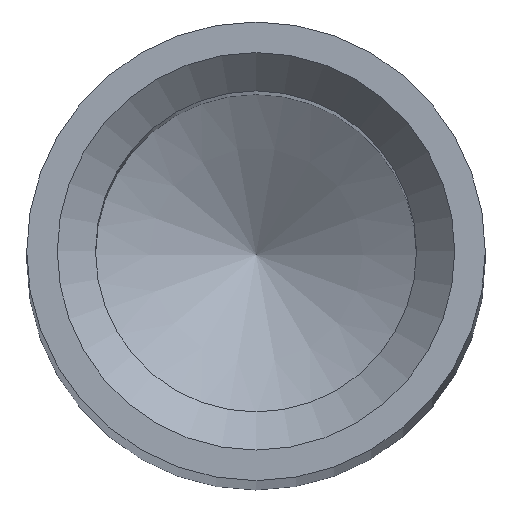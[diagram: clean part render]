
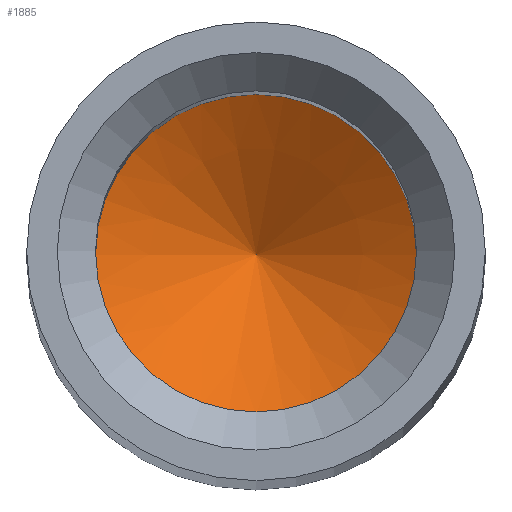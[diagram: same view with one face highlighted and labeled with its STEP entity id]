
A CAD part, top view. The second image highlights one B-rep face of the part: STEP entity #1885.
In plain terms, the highlighted conical face has half-angle 59 degrees and reference radius 2.1 mm.
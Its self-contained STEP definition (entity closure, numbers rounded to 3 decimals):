
#817 = DIRECTION ( 'NONE',  ( 0., 0., 1. ) ) ;
#1058 = AXIS2_PLACEMENT_3D ( 'NONE', #12952, #817, #1919 ) ;
#1885 = ADVANCED_FACE ( 'NONE', ( #6539 ), #8559, .F. ) ;
#1919 = DIRECTION ( 'NONE',  ( 1., 0., 0. ) ) ;
#3059 = DIRECTION ( 'NONE',  ( 1., 0., 0. ) ) ;
#3807 = EDGE_LOOP ( 'NONE', ( #8508 ) ) ;
#5705 = CARTESIAN_POINT ( 'NONE',  ( 2.1, 0., 9. ) ) ;
#6434 = CIRCLE ( 'NONE', #1058, 2.1 ) ;
#6539 = FACE_OUTER_BOUND ( 'NONE', #3807, .T. ) ;
#8508 = ORIENTED_EDGE ( 'NONE', *, *, #13012, .T. ) ;
#8559 = CONICAL_SURFACE ( 'NONE', #12607, 2.1, 1.03 ) ;
#8577 = DIRECTION ( 'NONE',  ( 0., 0., 1. ) ) ;
#10816 = CARTESIAN_POINT ( 'NONE',  ( 0., 0., 9. ) ) ;
#12607 = AXIS2_PLACEMENT_3D ( 'NONE', #10816, #8577, #3059 ) ;
#12666 = VERTEX_POINT ( 'NONE', #5705 ) ;
#12952 = CARTESIAN_POINT ( 'NONE',  ( 0., 0., 9. ) ) ;
#13012 = EDGE_CURVE ( 'NONE', #12666, #12666, #6434, .T. ) ;
